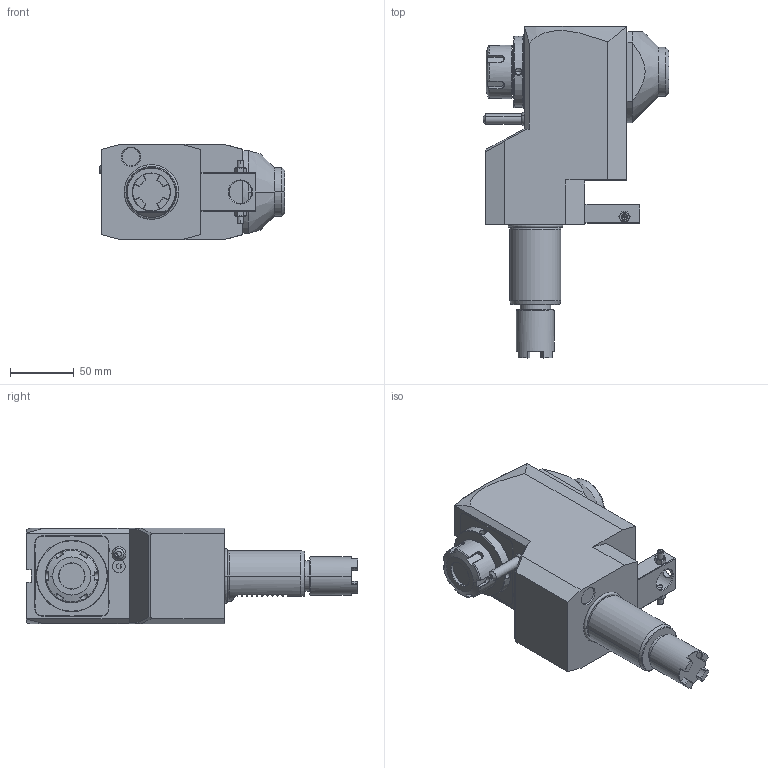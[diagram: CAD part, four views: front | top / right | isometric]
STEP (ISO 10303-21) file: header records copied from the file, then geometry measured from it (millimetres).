
FILE_DESCRIPTION((''),'2;1');
FILE_NAME('NGT1_40_451_25_3_2_120A','2022-02-15T',('vali'),('NOVA GRUP'),'PRO/ENGINEER BY PARAMETRIC TECHNOLOGY CORPORATION, 2010280','PRO/ENGINEER BY PARAMETRIC TECHNOLOGY CORPORATION, 2010280','');
FILE_SCHEMA(('CONFIG_CONTROL_DESIGN'));
Length unit declared in the file: millimetre
Products named in the file (1): NGT1_40_451_25_3_2_120A
Bounding box: 146.14 x 260.85 x 75 mm (x, y, z)
Volume: 1236664.1 mm3; surface area: 94964 mm2
Topology: 1 solids, 1 shells, 479 faces, 1221 edges, 749 vertices
Faces by surface type: plane 230, cylinder 91, cone 87, bspline 54, torus 13, extrusion 2, sphere 2
Entity records: 20042 total; most frequent: CARTESIAN_POINT 9198, ORIENTED_EDGE 2402, DIRECTION 1961, EDGE_CURVE 1201, VERTEX_POINT 749, AXIS2_PLACEMENT_3D 657, VECTOR 647, LINE 645
